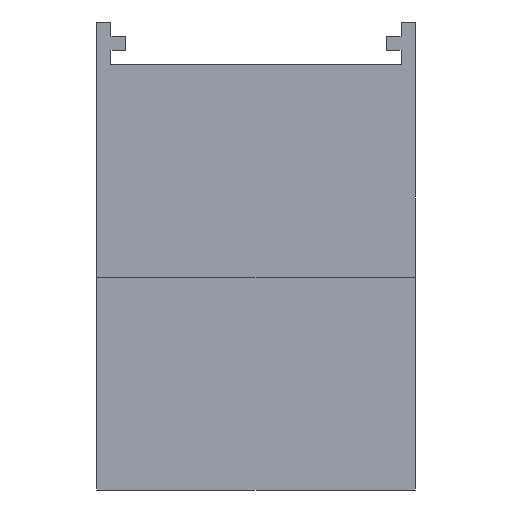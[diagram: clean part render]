
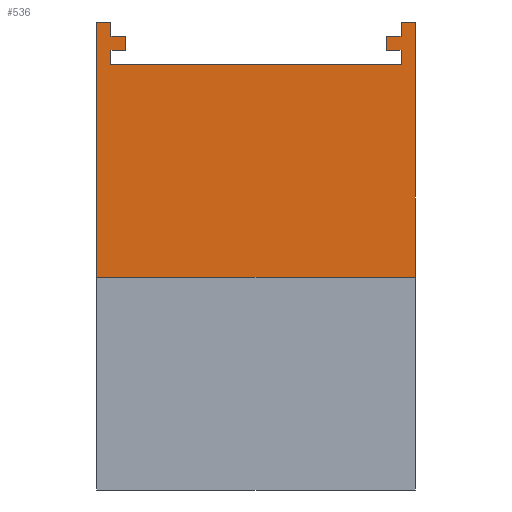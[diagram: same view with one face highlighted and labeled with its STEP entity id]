
A CAD part, left-side view. The second image highlights one B-rep face of the part: STEP entity #536.
In plain terms, the highlighted planar face has unit normal (-1, 0, 0).
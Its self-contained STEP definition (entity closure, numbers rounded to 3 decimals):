
#38=FACE_OUTER_BOUND('',#69,.T.);
#69=EDGE_LOOP('',(#382,#383,#384,#385,#386,#387,#388,#389,#390,#391,#392,
#393,#394,#395,#396,#397,#398));
#107=LINE('',#777,#174);
#112=LINE('',#792,#179);
#114=LINE('',#796,#181);
#115=LINE('',#798,#182);
#116=LINE('',#800,#183);
#117=LINE('',#802,#184);
#118=LINE('',#804,#185);
#119=LINE('',#806,#186);
#120=LINE('',#808,#187);
#121=LINE('',#810,#188);
#122=LINE('',#812,#189);
#123=LINE('',#814,#190);
#124=LINE('',#816,#191);
#125=LINE('',#818,#192);
#126=LINE('',#820,#193);
#127=LINE('',#822,#194);
#128=LINE('',#823,#195);
#174=VECTOR('',#627,10.);
#179=VECTOR('',#642,10.);
#181=VECTOR('',#646,10.);
#182=VECTOR('',#647,10.);
#183=VECTOR('',#648,10.);
#184=VECTOR('',#649,10.);
#185=VECTOR('',#650,10.);
#186=VECTOR('',#651,10.);
#187=VECTOR('',#652,10.);
#188=VECTOR('',#653,10.);
#189=VECTOR('',#654,10.);
#190=VECTOR('',#655,10.);
#191=VECTOR('',#656,10.);
#192=VECTOR('',#657,10.);
#193=VECTOR('',#658,10.);
#194=VECTOR('',#659,10.);
#195=VECTOR('',#660,10.);
#235=VERTEX_POINT('',#765);
#240=VERTEX_POINT('',#775);
#245=VERTEX_POINT('',#791);
#246=VERTEX_POINT('',#795);
#247=VERTEX_POINT('',#797);
#248=VERTEX_POINT('',#799);
#249=VERTEX_POINT('',#801);
#250=VERTEX_POINT('',#803);
#251=VERTEX_POINT('',#805);
#252=VERTEX_POINT('',#807);
#253=VERTEX_POINT('',#809);
#254=VERTEX_POINT('',#811);
#255=VERTEX_POINT('',#813);
#256=VERTEX_POINT('',#815);
#257=VERTEX_POINT('',#817);
#258=VERTEX_POINT('',#819);
#259=VERTEX_POINT('',#821);
#291=EDGE_CURVE('',#240,#235,#107,.T.);
#298=EDGE_CURVE('',#245,#235,#112,.T.);
#300=EDGE_CURVE('',#240,#246,#114,.T.);
#301=EDGE_CURVE('',#247,#246,#115,.T.);
#302=EDGE_CURVE('',#248,#247,#116,.T.);
#303=EDGE_CURVE('',#248,#249,#117,.T.);
#304=EDGE_CURVE('',#250,#249,#118,.T.);
#305=EDGE_CURVE('',#251,#250,#119,.T.);
#306=EDGE_CURVE('',#252,#251,#120,.T.);
#307=EDGE_CURVE('',#253,#252,#121,.T.);
#308=EDGE_CURVE('',#254,#253,#122,.T.);
#309=EDGE_CURVE('',#254,#255,#123,.T.);
#310=EDGE_CURVE('',#256,#255,#124,.T.);
#311=EDGE_CURVE('',#257,#256,#125,.T.);
#312=EDGE_CURVE('',#257,#258,#126,.T.);
#313=EDGE_CURVE('',#259,#258,#127,.T.);
#314=EDGE_CURVE('',#245,#259,#128,.T.);
#382=ORIENTED_EDGE('',*,*,#298,.T.);
#383=ORIENTED_EDGE('',*,*,#291,.F.);
#384=ORIENTED_EDGE('',*,*,#300,.T.);
#385=ORIENTED_EDGE('',*,*,#301,.F.);
#386=ORIENTED_EDGE('',*,*,#302,.F.);
#387=ORIENTED_EDGE('',*,*,#303,.T.);
#388=ORIENTED_EDGE('',*,*,#304,.F.);
#389=ORIENTED_EDGE('',*,*,#305,.F.);
#390=ORIENTED_EDGE('',*,*,#306,.F.);
#391=ORIENTED_EDGE('',*,*,#307,.F.);
#392=ORIENTED_EDGE('',*,*,#308,.F.);
#393=ORIENTED_EDGE('',*,*,#309,.T.);
#394=ORIENTED_EDGE('',*,*,#310,.F.);
#395=ORIENTED_EDGE('',*,*,#311,.F.);
#396=ORIENTED_EDGE('',*,*,#312,.T.);
#397=ORIENTED_EDGE('',*,*,#313,.F.);
#398=ORIENTED_EDGE('',*,*,#314,.F.);
#511=PLANE('',#581);
#536=ADVANCED_FACE('',(#38),#511,.T.);
#581=AXIS2_PLACEMENT_3D('',#794,#644,#645);
#627=DIRECTION('',(0.,0.,-1.));
#642=DIRECTION('',(0.,-1.,0.));
#644=DIRECTION('center_axis',(-1.,0.,0.));
#645=DIRECTION('ref_axis',(0.,-1.,0.));
#646=DIRECTION('',(0.,0.,1.));
#647=DIRECTION('',(0.,-1.,0.));
#648=DIRECTION('',(0.,0.,1.));
#649=DIRECTION('',(0.,1.,0.));
#650=DIRECTION('',(0.,0.,1.));
#651=DIRECTION('',(0.,1.,0.));
#652=DIRECTION('',(0.,0.,1.));
#653=DIRECTION('',(0.,-1.,0.));
#654=DIRECTION('',(0.,0.,-1.));
#655=DIRECTION('',(0.,-1.,0.));
#656=DIRECTION('',(0.,0.,-1.));
#657=DIRECTION('',(0.,-1.,0.));
#658=DIRECTION('',(0.,0.,1.));
#659=DIRECTION('',(0.,-1.,0.));
#660=DIRECTION('',(0.,0.,1.));
#765=CARTESIAN_POINT('',(-67.85,-4.,-15.));
#775=CARTESIAN_POINT('',(-67.85,-4.,0.));
#777=CARTESIAN_POINT('',(-67.85,-4.,0.));
#791=CARTESIAN_POINT('',(-67.85,18.45,-15.));
#792=CARTESIAN_POINT('',(-67.85,7.725,-15.));
#794=CARTESIAN_POINT('Origin',(-67.85,-3.,0.));
#795=CARTESIAN_POINT('',(-67.85,-4.,3.));
#796=CARTESIAN_POINT('',(-67.85,-4.,0.));
#797=CARTESIAN_POINT('',(-67.85,-3.,3.));
#798=CARTESIAN_POINT('',(-67.85,-3.,3.));
#799=CARTESIAN_POINT('',(-67.85,-3.,2.));
#800=CARTESIAN_POINT('',(-67.85,-3.,0.));
#801=CARTESIAN_POINT('',(-67.85,-2.,2.));
#802=CARTESIAN_POINT('',(-67.85,-3.,2.));
#803=CARTESIAN_POINT('',(-67.85,-2.,1.));
#804=CARTESIAN_POINT('',(-67.85,-2.,2.));
#805=CARTESIAN_POINT('',(-67.85,-3.,1.));
#806=CARTESIAN_POINT('',(-67.85,-3.,1.));
#807=CARTESIAN_POINT('',(-67.85,-3.,0.));
#808=CARTESIAN_POINT('',(-67.85,-3.,0.));
#809=CARTESIAN_POINT('',(-67.85,17.45,0.));
#810=CARTESIAN_POINT('',(-67.85,17.45,0.));
#811=CARTESIAN_POINT('',(-67.85,17.45,1.));
#812=CARTESIAN_POINT('',(-67.85,17.45,0.));
#813=CARTESIAN_POINT('',(-67.85,16.45,1.));
#814=CARTESIAN_POINT('',(-67.85,17.45,1.));
#815=CARTESIAN_POINT('',(-67.85,16.45,2.));
#816=CARTESIAN_POINT('',(-67.85,16.45,2.));
#817=CARTESIAN_POINT('',(-67.85,17.45,2.));
#818=CARTESIAN_POINT('',(-67.85,17.45,2.));
#819=CARTESIAN_POINT('',(-67.85,17.45,3.));
#820=CARTESIAN_POINT('',(-67.85,17.45,0.));
#821=CARTESIAN_POINT('',(-67.85,18.45,3.));
#822=CARTESIAN_POINT('',(-67.85,17.45,3.));
#823=CARTESIAN_POINT('',(-67.85,18.45,0.));
